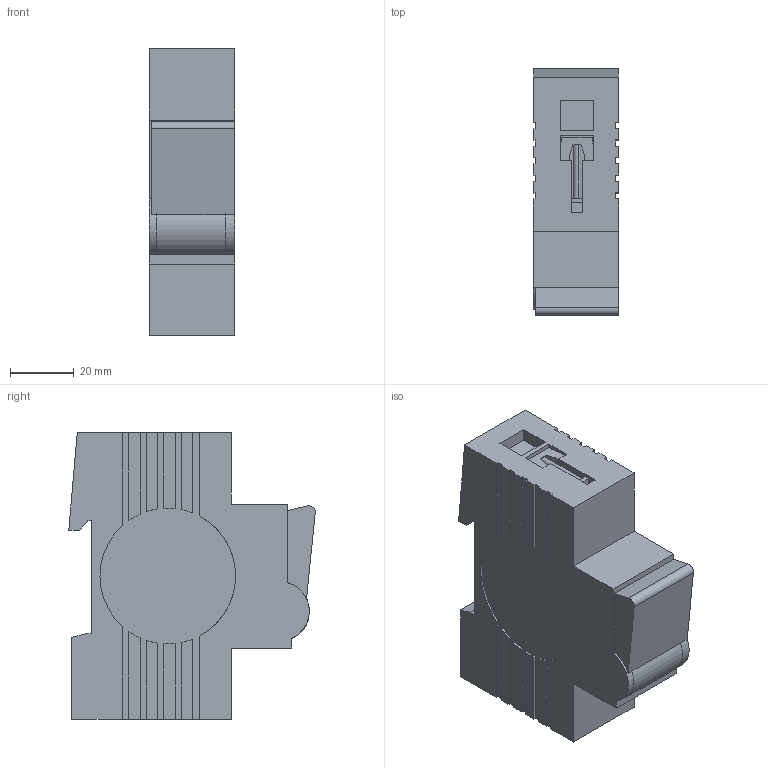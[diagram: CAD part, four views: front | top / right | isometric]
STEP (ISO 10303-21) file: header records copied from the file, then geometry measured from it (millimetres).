
FILE_DESCRIPTION(('CATIA V5 STEP Exchange','CAx-IF Rec.Pracs.--- Model Styling and Organization---1.2---2011-12-15'),'2;1');
FILE_NAME('31307.stp','2017-03-22T11:57:20+00:00',('none'),('none'),'Version 5-6 Release 2012','CATIA V5 STEP AP214','none');
FILE_SCHEMA(('AUTOMOTIVE_DESIGN { 1 0 10303 214 1 1 1 1 }'));
Length unit declared in the file: millimetre
Products named in the file (2): SECUR®Panel; 31307
Assembly tree (1 placements, depth 2):
  SECUR®Panel
    31307
Bounding box: 26.8 x 77.22 x 89.84 mm (x, y, z)
Volume: 135128.3 mm3; surface area: 27904.2 mm2
Topology: 4 solids, 4 shells, 238 faces, 646 edges, 429 vertices
Faces by surface type: plane 196, cylinder 42
Entity records: 7123 total; most frequent: ORIENTED_EDGE 1292, CARTESIAN_POINT 1189, DIRECTION 874, EDGE_CURVE 646, VECTOR 561, LINE 561, VERTEX_POINT 429, EDGE_LOOP 251
